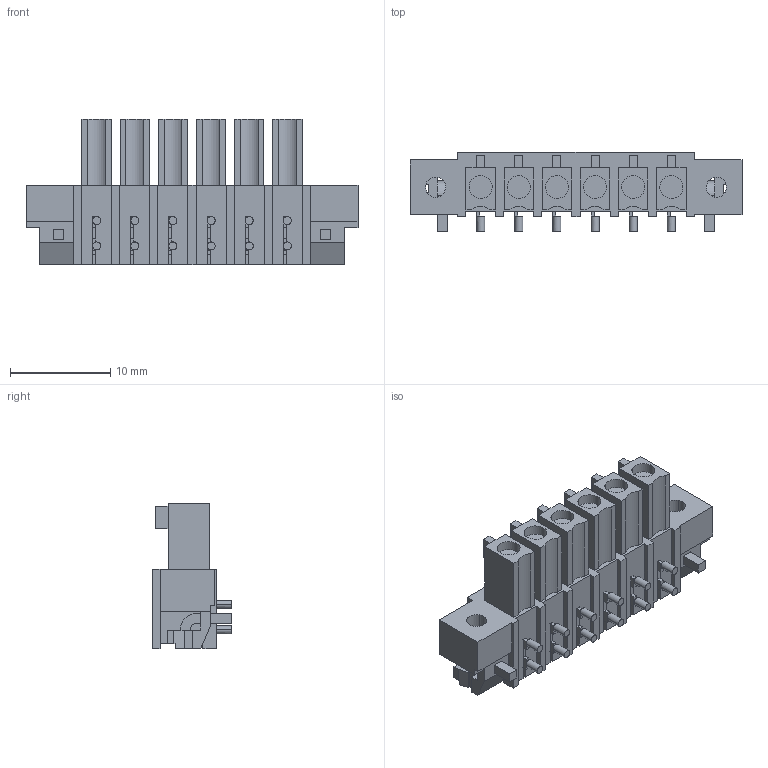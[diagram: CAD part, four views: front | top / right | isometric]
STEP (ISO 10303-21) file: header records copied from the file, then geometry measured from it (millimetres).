
FILE_DESCRIPTION(('CATIA V5 STEP Exchange'),'2;1');
FILE_NAME ('D1447081_0_1028760000_1028760000.stp','2016-12-08T12:10:30+00:00',('none'),('Weidmueller'),'CATIA Version 5-6 Release 2014','CATIA V5 STEP AP203','none');
FILE_SCHEMA(('CONFIG_CONTROL_DESIGN'));
Length unit declared in the file: millimetre
Products named in the file (1): 1028760000_S
Bounding box: 33.16 x 7.95 x 14.5 mm (x, y, z)
Volume: 1732.2 mm3; surface area: 2107.4 mm2
Topology: 9 solids, 9 shells, 462 faces, 1208 edges, 792 vertices
Faces by surface type: plane 400, cylinder 62
Entity records: 12838 total; most frequent: ORIENTED_EDGE 2416, CARTESIAN_POINT 2375, DIRECTION 1659, EDGE_CURVE 1208, VECTOR 1023, LINE 1023, VERTEX_POINT 792, EDGE_LOOP 498
